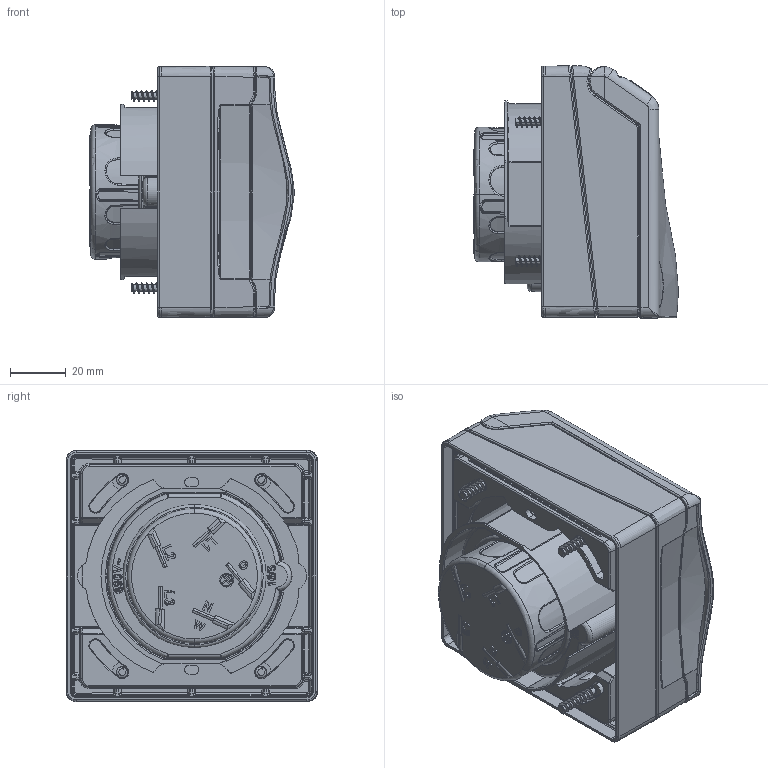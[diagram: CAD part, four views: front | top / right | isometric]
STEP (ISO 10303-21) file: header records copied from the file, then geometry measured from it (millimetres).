
FILE_DESCRIPTION (( 'STEP AP203' ), '1' );
FILE_NAME ('3D 845-6v.STEP', '2024-01-18T08:50:57', ( '' ), ( '' ), 'SwSTEP 2.0', 'SolidWorks 2022', '' );
FILE_SCHEMA (( 'CONFIG_CONTROL_DESIGN' ));
Products named in the file (1): 3D 845-6v
Bounding box: 73.42 x 90.21 x 90.15 mm (x, y, z)
Volume: 346227.8 mm3; surface area: 62151.2 mm2
Topology: 1 solids, 1 shells, 2286 faces, 5735 edges, 3454 vertices
Faces by surface type: cylinder 626, bspline 603, plane 596, cone 171, torus 159, sphere 131
Entity records: 95663 total; most frequent: CARTESIAN_POINT 47038, ORIENTED_EDGE 11384, DIRECTION 8710, EDGE_CURVE 5692, VERTEX_POINT 3450, AXIS2_PLACEMENT_3D 3329, EDGE_LOOP 2344, ADVANCED_FACE 2282
